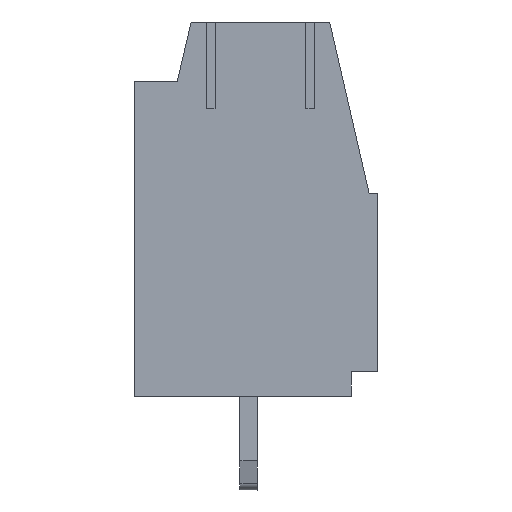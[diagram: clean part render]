
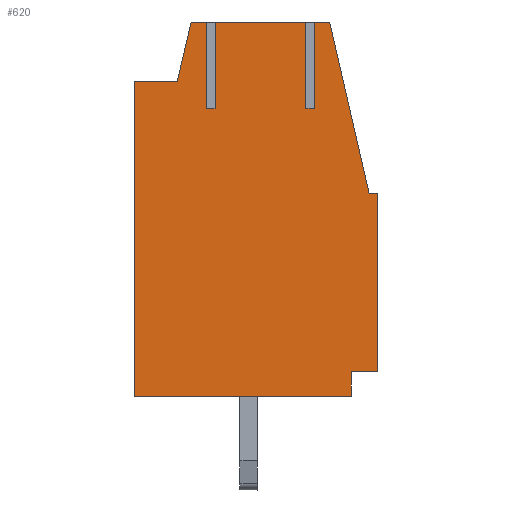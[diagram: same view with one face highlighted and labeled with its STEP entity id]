
A CAD part, left-side view. The second image highlights one B-rep face of the part: STEP entity #620.
In plain terms, the highlighted planar face has unit normal (-1, 0, 0).
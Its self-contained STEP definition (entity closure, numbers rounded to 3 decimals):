
#472=AXIS2_PLACEMENT_3D('Plane Axis2P3D',#469,#470,#471) ;
#469=CARTESIAN_POINT('Axis2P3D Location',(0.,8.3,0.)) ;
#474=CARTESIAN_POINT('Line Origine',(0.,4.,16.)) ;
#478=CARTESIAN_POINT('Vertex',(0.,2.45,16.)) ;
#480=CARTESIAN_POINT('Vertex',(0.,5.55,16.)) ;
#483=CARTESIAN_POINT('Line Origine',(0.,5.55,14.525)) ;
#487=CARTESIAN_POINT('Vertex',(0.,5.55,13.05)) ;
#490=CARTESIAN_POINT('Line Origine',(0.,5.7,13.05)) ;
#494=CARTESIAN_POINT('Vertex',(0.,5.85,13.05)) ;
#497=CARTESIAN_POINT('Line Origine',(0.,5.85,14.525)) ;
#501=CARTESIAN_POINT('Vertex',(0.,5.85,16.)) ;
#504=CARTESIAN_POINT('Line Origine',(0.,6.11,16.)) ;
#508=CARTESIAN_POINT('Vertex',(0.,6.37,16.)) ;
#511=CARTESIAN_POINT('Line Origine',(0.,6.607,14.975)) ;
#515=CARTESIAN_POINT('Vertex',(0.,6.844,13.95)) ;
#518=CARTESIAN_POINT('Line Origine',(0.,7.572,13.95)) ;
#522=CARTESIAN_POINT('Vertex',(0.,8.3,13.95)) ;
#525=CARTESIAN_POINT('Line Origine',(0.,8.3,8.575)) ;
#529=CARTESIAN_POINT('Vertex',(0.,8.3,3.2)) ;
#532=CARTESIAN_POINT('Line Origine',(0.,4.6,3.2)) ;
#536=CARTESIAN_POINT('Vertex',(0.,0.9,3.2)) ;
#539=CARTESIAN_POINT('Line Origine',(0.,0.9,3.626)) ;
#543=CARTESIAN_POINT('Vertex',(0.,0.9,4.052)) ;
#546=CARTESIAN_POINT('Line Origine',(0.,0.45,4.052)) ;
#550=CARTESIAN_POINT('Vertex',(0.,0.,4.052)) ;
#553=CARTESIAN_POINT('Line Origine',(0.,0.,7.101)) ;
#557=CARTESIAN_POINT('Vertex',(0.,0.,10.15)) ;
#560=CARTESIAN_POINT('Line Origine',(0.,0.14,10.15)) ;
#564=CARTESIAN_POINT('Vertex',(0.,0.28,10.15)) ;
#567=CARTESIAN_POINT('Line Origine',(0.,0.956,13.075)) ;
#571=CARTESIAN_POINT('Vertex',(0.,1.631,16.)) ;
#574=CARTESIAN_POINT('Line Origine',(0.,1.89,16.)) ;
#578=CARTESIAN_POINT('Vertex',(0.,2.15,16.)) ;
#581=CARTESIAN_POINT('Line Origine',(0.,2.15,14.525)) ;
#585=CARTESIAN_POINT('Vertex',(0.,2.15,13.05)) ;
#588=CARTESIAN_POINT('Line Origine',(0.,2.3,13.05)) ;
#592=CARTESIAN_POINT('Vertex',(0.,2.45,13.05)) ;
#595=CARTESIAN_POINT('Line Origine',(0.,2.45,14.525)) ;
#470=DIRECTION('Axis2P3D Direction',(-1.,0.,0.)) ;
#471=DIRECTION('Axis2P3D XDirection',(0.,-1.,0.)) ;
#475=DIRECTION('Vector Direction',(0.,1.,0.)) ;
#484=DIRECTION('Vector Direction',(0.,0.,-1.)) ;
#491=DIRECTION('Vector Direction',(0.,1.,0.)) ;
#498=DIRECTION('Vector Direction',(0.,0.,-1.)) ;
#505=DIRECTION('Vector Direction',(0.,1.,0.)) ;
#512=DIRECTION('Vector Direction',(0.,0.225,-0.974)) ;
#519=DIRECTION('Vector Direction',(0.,1.,0.)) ;
#526=DIRECTION('Vector Direction',(0.,0.,-1.)) ;
#533=DIRECTION('Vector Direction',(0.,-1.,0.)) ;
#540=DIRECTION('Vector Direction',(0.,0.,1.)) ;
#547=DIRECTION('Vector Direction',(0.,-1.,0.)) ;
#554=DIRECTION('Vector Direction',(0.,0.,1.)) ;
#561=DIRECTION('Vector Direction',(0.,1.,0.)) ;
#568=DIRECTION('Vector Direction',(0.,0.225,0.974)) ;
#575=DIRECTION('Vector Direction',(0.,1.,0.)) ;
#582=DIRECTION('Vector Direction',(0.,0.,-1.)) ;
#589=DIRECTION('Vector Direction',(0.,1.,0.)) ;
#596=DIRECTION('Vector Direction',(0.,0.,-1.)) ;
#476=VECTOR('Line Direction',#475,1.) ;
#485=VECTOR('Line Direction',#484,1.) ;
#492=VECTOR('Line Direction',#491,1.) ;
#499=VECTOR('Line Direction',#498,1.) ;
#506=VECTOR('Line Direction',#505,1.) ;
#513=VECTOR('Line Direction',#512,1.) ;
#520=VECTOR('Line Direction',#519,1.) ;
#527=VECTOR('Line Direction',#526,1.) ;
#534=VECTOR('Line Direction',#533,1.) ;
#541=VECTOR('Line Direction',#540,1.) ;
#548=VECTOR('Line Direction',#547,1.) ;
#555=VECTOR('Line Direction',#554,1.) ;
#562=VECTOR('Line Direction',#561,1.) ;
#569=VECTOR('Line Direction',#568,1.) ;
#576=VECTOR('Line Direction',#575,1.) ;
#583=VECTOR('Line Direction',#582,1.) ;
#590=VECTOR('Line Direction',#589,1.) ;
#597=VECTOR('Line Direction',#596,1.) ;
#601=ORIENTED_EDGE('',*,*,#482,.T.) ;
#602=ORIENTED_EDGE('',*,*,#489,.T.) ;
#603=ORIENTED_EDGE('',*,*,#496,.T.) ;
#604=ORIENTED_EDGE('',*,*,#503,.F.) ;
#605=ORIENTED_EDGE('',*,*,#510,.T.) ;
#606=ORIENTED_EDGE('',*,*,#517,.T.) ;
#607=ORIENTED_EDGE('',*,*,#524,.T.) ;
#608=ORIENTED_EDGE('',*,*,#531,.T.) ;
#609=ORIENTED_EDGE('',*,*,#538,.T.) ;
#610=ORIENTED_EDGE('',*,*,#545,.T.) ;
#611=ORIENTED_EDGE('',*,*,#552,.T.) ;
#612=ORIENTED_EDGE('',*,*,#559,.T.) ;
#613=ORIENTED_EDGE('',*,*,#566,.T.) ;
#614=ORIENTED_EDGE('',*,*,#573,.T.) ;
#615=ORIENTED_EDGE('',*,*,#580,.T.) ;
#616=ORIENTED_EDGE('',*,*,#587,.T.) ;
#617=ORIENTED_EDGE('',*,*,#594,.T.) ;
#618=ORIENTED_EDGE('',*,*,#599,.F.) ;
#620=ADVANCED_FACE('2_Pole_Body',(#619),#473,.T.) ;
#482=EDGE_CURVE('',#479,#481,#477,.T.) ;
#489=EDGE_CURVE('',#481,#488,#486,.T.) ;
#496=EDGE_CURVE('',#488,#495,#493,.T.) ;
#503=EDGE_CURVE('',#502,#495,#500,.T.) ;
#510=EDGE_CURVE('',#502,#509,#507,.T.) ;
#517=EDGE_CURVE('',#509,#516,#514,.T.) ;
#524=EDGE_CURVE('',#516,#523,#521,.T.) ;
#531=EDGE_CURVE('',#523,#530,#528,.T.) ;
#538=EDGE_CURVE('',#530,#537,#535,.T.) ;
#545=EDGE_CURVE('',#537,#544,#542,.T.) ;
#552=EDGE_CURVE('',#544,#551,#549,.T.) ;
#559=EDGE_CURVE('',#551,#558,#556,.T.) ;
#566=EDGE_CURVE('',#558,#565,#563,.T.) ;
#573=EDGE_CURVE('',#565,#572,#570,.T.) ;
#580=EDGE_CURVE('',#572,#579,#577,.T.) ;
#587=EDGE_CURVE('',#579,#586,#584,.T.) ;
#594=EDGE_CURVE('',#586,#593,#591,.T.) ;
#599=EDGE_CURVE('',#479,#593,#598,.T.) ;
#600=EDGE_LOOP('',(#601,#602,#603,#604,#605,#606,#607,#608,#609,#610,#611,#612,#613,#614,#615,#616,#617,#618)) ;
#619=FACE_OUTER_BOUND('',#600,.T.) ;
#477=LINE('Line',#474,#476) ;
#486=LINE('Line',#483,#485) ;
#493=LINE('Line',#490,#492) ;
#500=LINE('Line',#497,#499) ;
#507=LINE('Line',#504,#506) ;
#514=LINE('Line',#511,#513) ;
#521=LINE('Line',#518,#520) ;
#528=LINE('Line',#525,#527) ;
#535=LINE('Line',#532,#534) ;
#542=LINE('Line',#539,#541) ;
#549=LINE('Line',#546,#548) ;
#556=LINE('Line',#553,#555) ;
#563=LINE('Line',#560,#562) ;
#570=LINE('Line',#567,#569) ;
#577=LINE('Line',#574,#576) ;
#584=LINE('Line',#581,#583) ;
#591=LINE('Line',#588,#590) ;
#598=LINE('Line',#595,#597) ;
#473=PLANE('',#472) ;
#479=VERTEX_POINT('',#478) ;
#481=VERTEX_POINT('',#480) ;
#488=VERTEX_POINT('',#487) ;
#495=VERTEX_POINT('',#494) ;
#502=VERTEX_POINT('',#501) ;
#509=VERTEX_POINT('',#508) ;
#516=VERTEX_POINT('',#515) ;
#523=VERTEX_POINT('',#522) ;
#530=VERTEX_POINT('',#529) ;
#537=VERTEX_POINT('',#536) ;
#544=VERTEX_POINT('',#543) ;
#551=VERTEX_POINT('',#550) ;
#558=VERTEX_POINT('',#557) ;
#565=VERTEX_POINT('',#564) ;
#572=VERTEX_POINT('',#571) ;
#579=VERTEX_POINT('',#578) ;
#586=VERTEX_POINT('',#585) ;
#593=VERTEX_POINT('',#592) ;
